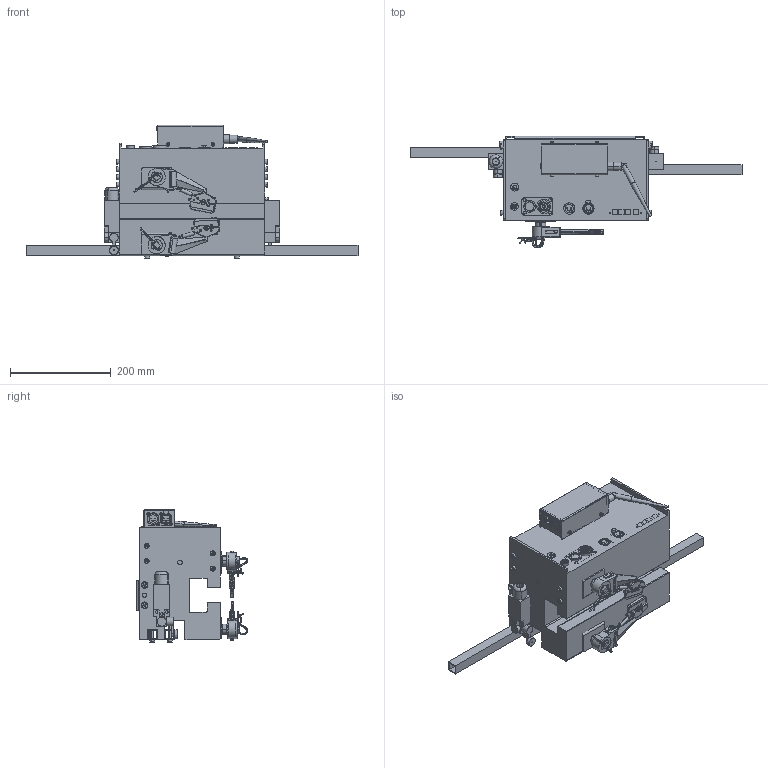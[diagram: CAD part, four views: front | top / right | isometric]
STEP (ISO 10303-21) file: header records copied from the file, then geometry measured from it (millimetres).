
FILE_DESCRIPTION (( 'STEP AP214' ), '1' );
FILE_NAME ('Samling 352 endelig step.STEP', '2019-11-07T17:08:33', ( '' ), ( '' ), 'SwSTEP 2.0', 'SolidWorks 2019', '' );
FILE_SCHEMA (( 'AUTOMOTIVE_DESIGN' ));
Length unit declared in the file: millimetre
Products named in the file (1): Samling 352 endelig step
Bounding box: 658 x 220.87 x 264 mm (x, y, z)
Surface area: 741055.8 mm2 (no closed solid volume)
Topology: 0 solids, 108 shells, 3272 faces, 8123 edges, 5113 vertices
Faces by surface type: plane 1448, cylinder 1188, cone 284, bspline 226, torus 118, sphere 8
Entity records: 153375 total; most frequent: CARTESIAN_POINT 44845, ORIENTED_EDGE 15765, DIRECTION 13001, EDGE_CURVE 8021, VERTEX_POINT 5113, AXIS2_PLACEMENT_3D 5010, EDGE_LOOP 3740, UNCERTAINTY_MEASURE_WITH_UNIT 3354
